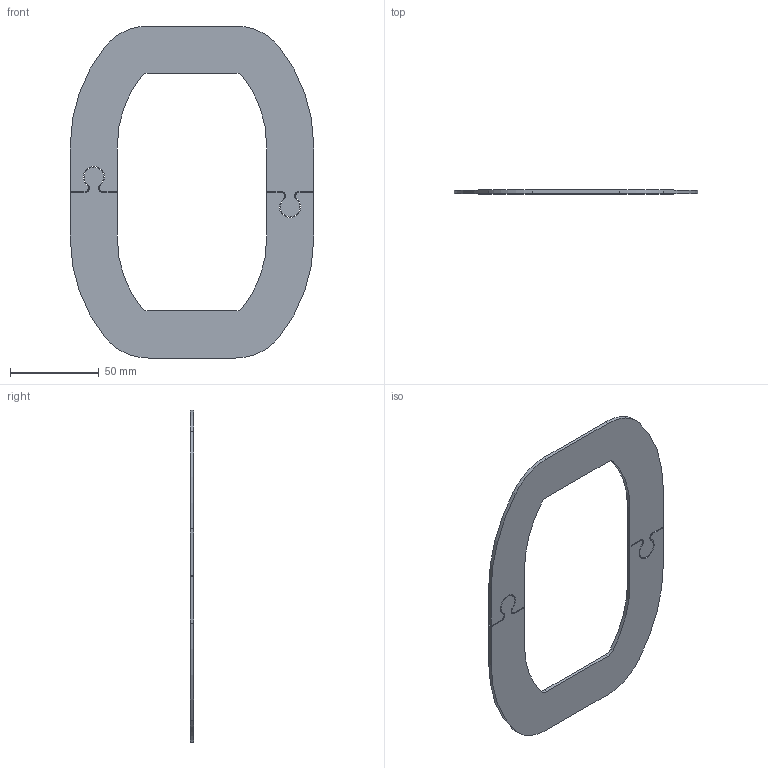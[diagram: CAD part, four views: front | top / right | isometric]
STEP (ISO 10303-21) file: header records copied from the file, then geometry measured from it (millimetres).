
FILE_DESCRIPTION (( 'STEP AP214' ), '1' );
FILE_NAME ('6290387.stp', '2016-06-29T12:40:32', ( '' ), ( '' ), 'SwSTEP 2.0', 'SolidWorks 2014', '' );
FILE_SCHEMA (( 'AUTOMOTIVE_DESIGN' ));
Length unit declared in the file: millimetre
Products named in the file (2): 6290387; 033960T1_Standard
Assembly tree (2 placements, depth 2):
  6290387
    033960T1_Standard  x2
Bounding box: 137 x 2 x 187 mm (x, y, z)
Volume: 24922.1 mm3; surface area: 27255.2 mm2
Topology: 2 solids, 2 shells, 54 faces, 150 edges, 100 vertices
Faces by surface type: cylinder 30, plane 24
Entity records: 953 total; most frequent: DIRECTION 169, CARTESIAN_POINT 157, ORIENTED_EDGE 150, EDGE_CURVE 75, AXIS2_PLACEMENT_3D 62, VERTEX_POINT 50, VECTOR 45, LINE 45
